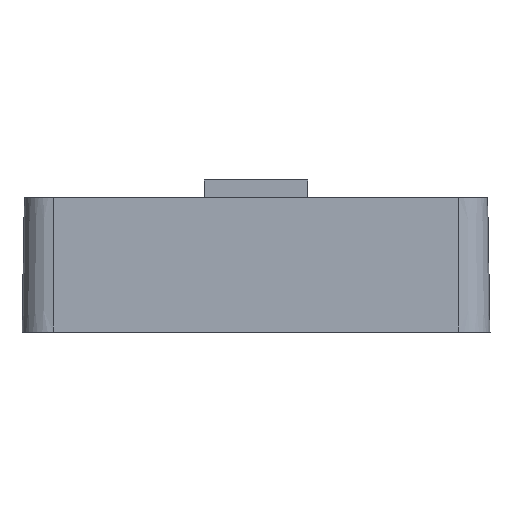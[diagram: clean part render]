
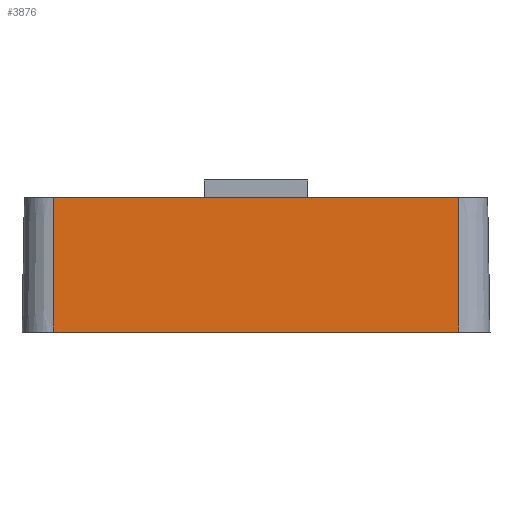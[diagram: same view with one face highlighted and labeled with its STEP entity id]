
A CAD part, front view. The second image highlights one B-rep face of the part: STEP entity #3876.
In plain terms, the highlighted planar face has unit normal (0, -1, 0.018).
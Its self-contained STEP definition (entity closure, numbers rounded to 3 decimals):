
#17 = DIRECTION ( 'NONE',  ( 0., -0.017, -1. ) ) ;
#23 = EDGE_LOOP ( 'NONE', ( #2324, #5904, #2056, #4398, #2574, #871 ) ) ;
#36 = CARTESIAN_POINT ( 'NONE',  ( 19.625, -22.625, 0. ) ) ;
#61 = VECTOR ( 'NONE', #5722, 1000. ) ;
#81 = PLANE ( 'NONE',  #4167 ) ;
#270 = CARTESIAN_POINT ( 'NONE',  ( 19.625, -22.625, 0. ) ) ;
#333 = EDGE_CURVE ( 'NONE', #5053, #5687, #1375, .T. ) ;
#373 = EDGE_CURVE ( 'NONE', #5759, #966, #5274, .T. ) ;
#385 = CARTESIAN_POINT ( 'NONE',  ( -19.625, -22.398, 13. ) ) ;
#387 = VECTOR ( 'NONE', #744, 1000. ) ;
#396 = CARTESIAN_POINT ( 'NONE',  ( 19.625, -8732.702, -499000. ) ) ;
#466 = CARTESIAN_POINT ( 'NONE',  ( -19.625, -22.398, 13. ) ) ;
#468 = DIRECTION ( 'NONE',  ( 0., -1., 0.017 ) ) ;
#641 = VERTEX_POINT ( 'NONE', #1148 ) ;
#744 = DIRECTION ( 'NONE',  ( 0., 0.017, 1. ) ) ;
#871 = ORIENTED_EDGE ( 'NONE', *, *, #5822, .F. ) ;
#966 = VERTEX_POINT ( 'NONE', #3560 ) ;
#985 = EDGE_CURVE ( 'NONE', #5053, #1273, #5709, .T. ) ;
#1070 = FACE_OUTER_BOUND ( 'NONE', #23, .T. ) ;
#1148 = CARTESIAN_POINT ( 'NONE',  ( -5., -22.398, 13. ) ) ;
#1202 = DIRECTION ( 'NONE',  ( 1., 0., 0. ) ) ;
#1273 = VERTEX_POINT ( 'NONE', #3955 ) ;
#1375 = LINE ( 'NONE', #5374, #387 ) ;
#1684 = CARTESIAN_POINT ( 'NONE',  ( 5., -22.398, 13. ) ) ;
#1868 = LINE ( 'NONE', #4829, #6002 ) ;
#2019 = VECTOR ( 'NONE', #2282, 1000. ) ;
#2056 = ORIENTED_EDGE ( 'NONE', *, *, #3290, .F. ) ;
#2282 = DIRECTION ( 'NONE',  ( 0., -0.017, -1. ) ) ;
#2324 = ORIENTED_EDGE ( 'NONE', *, *, #373, .F. ) ;
#2574 = ORIENTED_EDGE ( 'NONE', *, *, #985, .T. ) ;
#2816 = VECTOR ( 'NONE', #4037, 1000. ) ;
#2835 = CARTESIAN_POINT ( 'NONE',  ( -19.625, -22.625, 0. ) ) ;
#3290 = EDGE_CURVE ( 'NONE', #5687, #641, #1868, .T. ) ;
#3542 = LINE ( 'NONE', #396, #2019 ) ;
#3560 = CARTESIAN_POINT ( 'NONE',  ( 19.625, -22.398, 13. ) ) ;
#3876 = ADVANCED_FACE ( 'NONE', ( #1070 ), #81, .T. ) ;
#3955 = CARTESIAN_POINT ( 'NONE',  ( 19.625, -22.625, 0. ) ) ;
#4037 = DIRECTION ( 'NONE',  ( 1., 0., 0. ) ) ;
#4167 = AXIS2_PLACEMENT_3D ( 'NONE', #36, #468, #17 ) ;
#4398 = ORIENTED_EDGE ( 'NONE', *, *, #333, .F. ) ;
#4829 = CARTESIAN_POINT ( 'NONE',  ( -19.625, -22.398, 13. ) ) ;
#4985 = LINE ( 'NONE', #5741, #61 ) ;
#5053 = VERTEX_POINT ( 'NONE', #2835 ) ;
#5224 = DIRECTION ( 'NONE',  ( 1., 0., 0. ) ) ;
#5274 = LINE ( 'NONE', #385, #2816 ) ;
#5278 = EDGE_CURVE ( 'NONE', #5759, #641, #4985, .T. ) ;
#5374 = CARTESIAN_POINT ( 'NONE',  ( -19.625, -8732.702, -499000. ) ) ;
#5687 = VERTEX_POINT ( 'NONE', #466 ) ;
#5709 = LINE ( 'NONE', #270, #5987 ) ;
#5722 = DIRECTION ( 'NONE',  ( -1., 0., 0. ) ) ;
#5741 = CARTESIAN_POINT ( 'NONE',  ( 19.625, -22.398, 13. ) ) ;
#5759 = VERTEX_POINT ( 'NONE', #1684 ) ;
#5822 = EDGE_CURVE ( 'NONE', #966, #1273, #3542, .T. ) ;
#5904 = ORIENTED_EDGE ( 'NONE', *, *, #5278, .T. ) ;
#5987 = VECTOR ( 'NONE', #1202, 1000. ) ;
#6002 = VECTOR ( 'NONE', #5224, 1000. ) ;
